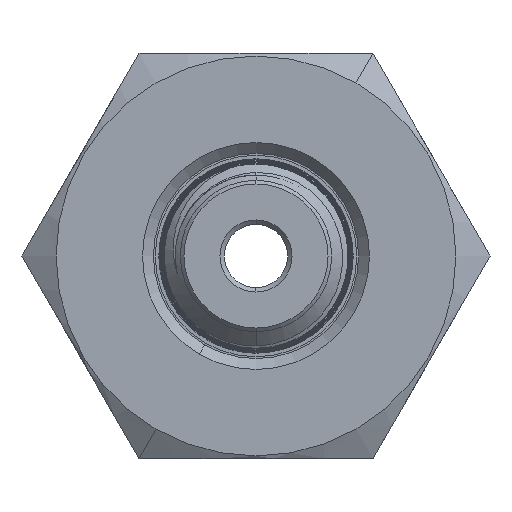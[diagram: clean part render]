
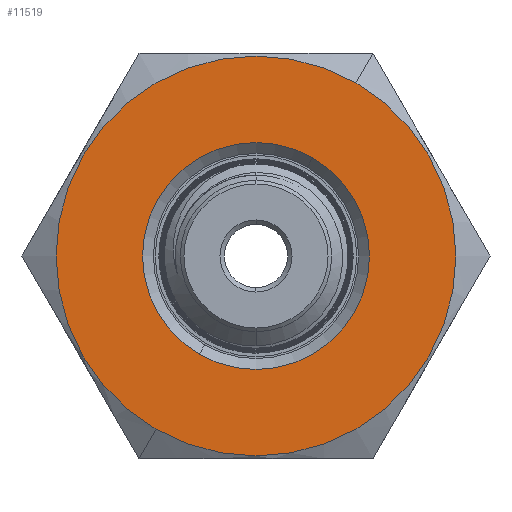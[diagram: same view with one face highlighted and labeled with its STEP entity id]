
A CAD part, left-side view. The second image highlights one B-rep face of the part: STEP entity #11519.
In plain terms, the highlighted planar face has unit normal (-1, 0, 0).
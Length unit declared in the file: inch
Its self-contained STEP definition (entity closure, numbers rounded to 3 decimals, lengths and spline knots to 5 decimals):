
#109 = DIRECTION ( 'NONE',  ( 0., 1., 0. ) ) ;
#369 = CARTESIAN_POINT ( 'NONE',  ( -1.1325, 0., 0. ) ) ;
#454 = FACE_OUTER_BOUND ( 'NONE', #11603, .T. ) ;
#544 = EDGE_CURVE ( 'NONE', #5644, #3518, #5764, .T. ) ;
#551 = VERTEX_POINT ( 'NONE', #4676 ) ;
#939 = AXIS2_PLACEMENT_3D ( 'NONE', #1004, #3768, #109 ) ;
#1004 = CARTESIAN_POINT ( 'NONE',  ( -1.1325, 0., 0. ) ) ;
#1119 = ORIENTED_EDGE ( 'NONE', *, *, #6834, .F. ) ;
#1920 = ORIENTED_EDGE ( 'NONE', *, *, #7069, .T. ) ;
#3019 = DIRECTION ( 'NONE',  ( 0., 1., 0. ) ) ;
#3445 = CARTESIAN_POINT ( 'NONE',  ( -1.1325, -0.315, 0. ) ) ;
#3487 = ORIENTED_EDGE ( 'NONE', *, *, #544, .F. ) ;
#3518 = VERTEX_POINT ( 'NONE', #11417 ) ;
#3768 = DIRECTION ( 'NONE',  ( 1., 0., 0. ) ) ;
#3932 = FACE_BOUND ( 'NONE', #7024, .T. ) ;
#4289 = DIRECTION ( 'NONE',  ( 0., 1., 0. ) ) ;
#4397 = CARTESIAN_POINT ( 'NONE',  ( -1.1325, 0., 0. ) ) ;
#4613 = CARTESIAN_POINT ( 'NONE',  ( -1.1325, 0.555, 0. ) ) ;
#4676 = CARTESIAN_POINT ( 'NONE',  ( -1.1325, 0.315, 0. ) ) ;
#5190 = CARTESIAN_POINT ( 'NONE',  ( -1.1325, 0., 0. ) ) ;
#5644 = VERTEX_POINT ( 'NONE', #4613 ) ;
#5764 = CIRCLE ( 'NONE', #939, 0.555 ) ;
#6083 = DIRECTION ( 'NONE',  ( 0., 1., 0. ) ) ;
#6499 = ORIENTED_EDGE ( 'NONE', *, *, #10632, .T. ) ;
#6523 = DIRECTION ( 'NONE',  ( 0., -1., 0. ) ) ;
#6534 = VERTEX_POINT ( 'NONE', #3445 ) ;
#6834 = EDGE_CURVE ( 'NONE', #3518, #5644, #9514, .T. ) ;
#7024 = EDGE_LOOP ( 'NONE', ( #6499, #1920 ) ) ;
#7069 = EDGE_CURVE ( 'NONE', #551, #6534, #9202, .T. ) ;
#7556 = CARTESIAN_POINT ( 'NONE',  ( -1.1325, 0.315, 0. ) ) ;
#7598 = PLANE ( 'NONE',  #8153 ) ;
#8153 = AXIS2_PLACEMENT_3D ( 'NONE', #7556, #10148, #6523 ) ;
#8294 = AXIS2_PLACEMENT_3D ( 'NONE', #369, #9375, #3019 ) ;
#8510 = DIRECTION ( 'NONE',  ( 1., 0., 0. ) ) ;
#9202 = CIRCLE ( 'NONE', #11570, 0.315 ) ;
#9375 = DIRECTION ( 'NONE',  ( 1., 0., 0. ) ) ;
#9514 = CIRCLE ( 'NONE', #8294, 0.555 ) ;
#10148 = DIRECTION ( 'NONE',  ( -1., 0., 0. ) ) ;
#10162 = CIRCLE ( 'NONE', #11269, 0.315 ) ;
#10632 = EDGE_CURVE ( 'NONE', #6534, #551, #10162, .T. ) ;
#10721 = DIRECTION ( 'NONE',  ( 1., 0., 0. ) ) ;
#11269 = AXIS2_PLACEMENT_3D ( 'NONE', #4397, #10721, #4289 ) ;
#11417 = CARTESIAN_POINT ( 'NONE',  ( -1.1325, -0.555, 0. ) ) ;
#11519 = ADVANCED_FACE ( 'NONE', ( #3932, #454 ), #7598, .T. ) ;
#11570 = AXIS2_PLACEMENT_3D ( 'NONE', #5190, #8510, #6083 ) ;
#11603 = EDGE_LOOP ( 'NONE', ( #3487, #1119 ) ) ;
